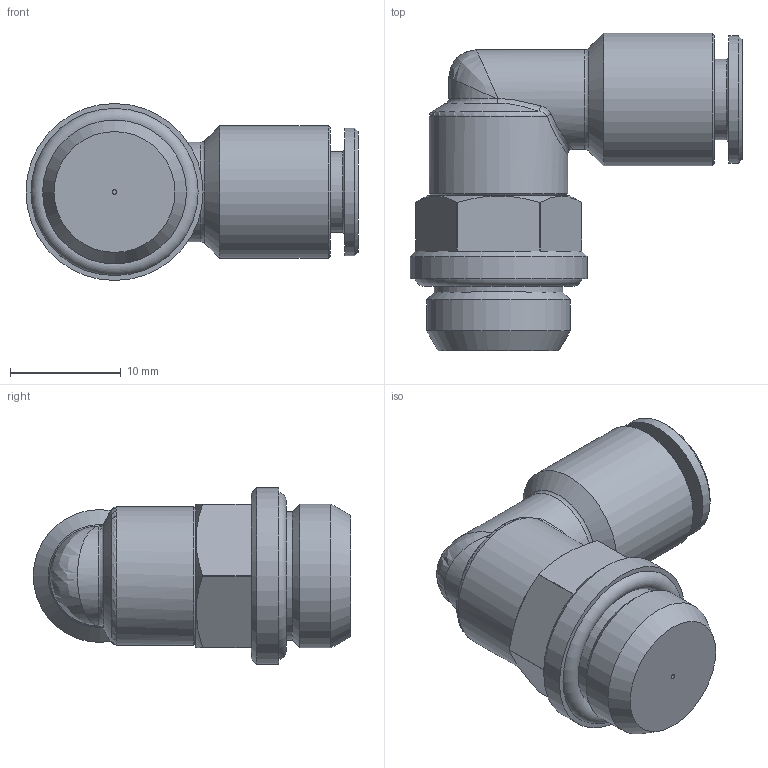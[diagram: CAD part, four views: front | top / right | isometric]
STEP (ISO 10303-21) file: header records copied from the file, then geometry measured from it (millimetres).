
FILE_DESCRIPTION(/* description */ ('STEP AP214'),/* implementation_level */ '2;1');
FILE_NAME(/* name */ '04340C32-04',/* time_stamp */ '2023-07-12T09:41:42+02:00',/* author */ ('License CC BY-ND 4.0'),/* organization */ ('CADENAS'),/* preprocessor_version */ 'ST-DEVELOPER v19.3',/* originating_system */ 'PARTsolutions',/* authorisation */ ' ');
FILE_SCHEMA (('AUTOMOTIVE_DESIGN {1 0 10303 214 3 1 1}'));
Length unit declared in the file: millimetre
Products named in the file (2): 04340C32-04; 04340C32-04_PART1
Assembly tree (1 placements, depth 2):
  04340C32-04
    04340C32-04_PART1
Bounding box: 30 x 28.7 x 16 mm (x, y, z)
Volume: 4489.6 mm3; surface area: 2498.7 mm2
Topology: 1 solids, 1 shells, 64 faces, 142 edges, 84 vertices
Faces by surface type: plane 21, cylinder 17, cone 11, bspline 10, torus 5
Full cylindrical faces by diameter (mm): 0.4 x1, 6.15 x1, 7.3 x1, 9 x1, 11.5 x1, 11.6 x1, 12 x1, 12.5 x1, 13 x1, 16 x1
Entity records: 2498 total; most frequent: CARTESIAN_POINT 802, DIRECTION 246, ORIENTED_EDGE 220, AXIS2_PLACEMENT_3D 114, EDGE_CURVE 110, EDGE_LOOP 94, FACE_BOUND 94, VERTEX_POINT 78
